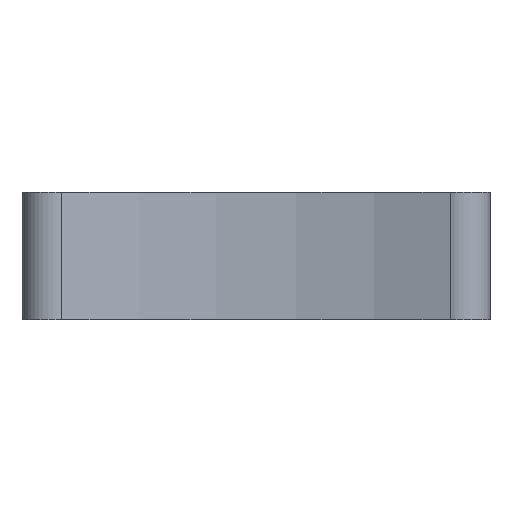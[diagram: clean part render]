
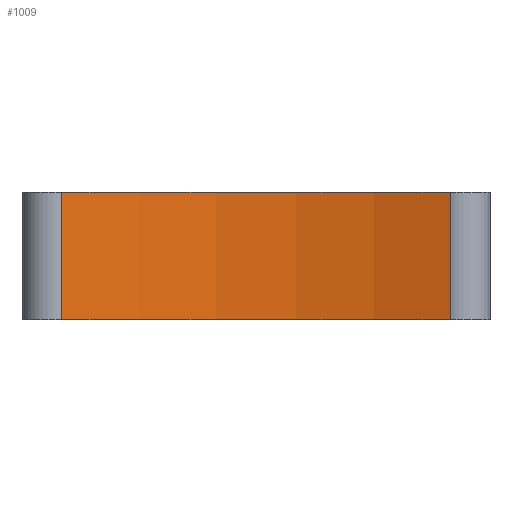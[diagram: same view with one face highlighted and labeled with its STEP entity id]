
A CAD part, front view. The second image highlights one B-rep face of the part: STEP entity #1009.
In plain terms, the highlighted cylindrical face has radius 9 mm (diameter 18 mm), a partial arc.
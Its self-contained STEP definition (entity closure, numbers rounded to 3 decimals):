
#52=CARTESIAN_POINT('',(0.,-40.5,-1.1));
#53=DIRECTION('',(0.,0.,-1.));
#54=DIRECTION('',(-0.374,0.928,0.));
#55=AXIS2_PLACEMENT_3D('',#52,#53,#54);
#178=CARTESIAN_POINT('',(0.,-40.5,1.1));
#179=DIRECTION('',(0.,0.,-1.));
#180=DIRECTION('',(-0.374,0.928,0.));
#181=AXIS2_PLACEMENT_3D('',#178,#179,#180);
#372=DIRECTION('',(0.,0.,-1.));
#373=VECTOR('',#372,2.2);
#374=CARTESIAN_POINT('',(-3.363,-32.152,1.1));
#375=LINE('',#374,#373);
#376=DIRECTION('',(0.,0.,-1.));
#377=VECTOR('',#376,2.2);
#378=CARTESIAN_POINT('',(3.363,-32.152,1.1));
#379=LINE('',#378,#377);
#416=CARTESIAN_POINT('',(-3.363,-32.152,-1.1));
#418=VERTEX_POINT('',#416);
#422=CARTESIAN_POINT('',(-3.363,-32.152,1.1));
#423=VERTEX_POINT('',#422);
#425=CARTESIAN_POINT('',(3.363,-32.152,-1.1));
#427=VERTEX_POINT('',#425);
#428=CARTESIAN_POINT('',(3.363,-32.152,1.1));
#429=VERTEX_POINT('',#428);
#998=CARTESIAN_POINT('',(0.,-40.5,-1.1));
#999=DIRECTION('',(0.,0.,1.));
#1000=DIRECTION('',(1.,0.,0.));
#1001=AXIS2_PLACEMENT_3D('',#998,#999,#1000);
#1002=CYLINDRICAL_SURFACE('',#1001,9.);
#1003=ORIENTED_EDGE('',*,*,#757,.F.);
#1004=ORIENTED_EDGE('',*,*,#630,.T.);
#1005=ORIENTED_EDGE('',*,*,#991,.T.);
#1006=ORIENTED_EDGE('',*,*,#503,.F.);
#1007=EDGE_LOOP('',(#1003,#1004,#1005,#1006));
#1008=FACE_OUTER_BOUND('',#1007,.F.);
#1009=ADVANCED_FACE('',(#1008),#1002,.F.);
#56=CIRCLE('',#55,9.);
#182=CIRCLE('',#181,9.);
#503=EDGE_CURVE('',#418,#427,#56,.T.);
#630=EDGE_CURVE('',#423,#429,#182,.T.);
#757=EDGE_CURVE('',#423,#418,#375,.T.);
#991=EDGE_CURVE('',#429,#427,#379,.T.);
